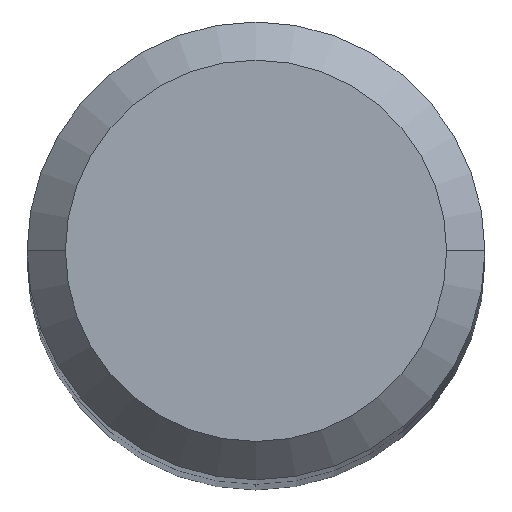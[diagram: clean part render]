
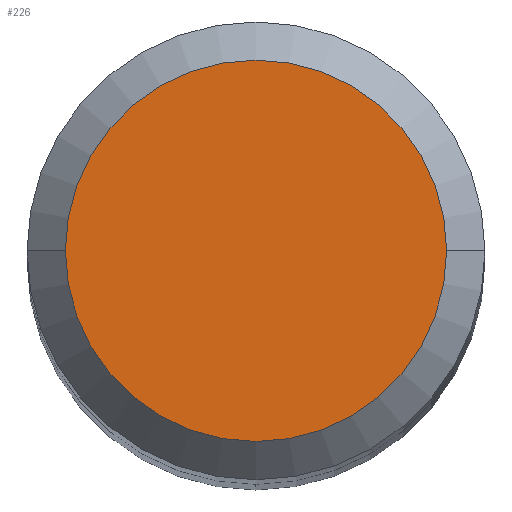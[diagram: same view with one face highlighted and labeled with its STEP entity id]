
A CAD part, top view. The second image highlights one B-rep face of the part: STEP entity #226.
In plain terms, the highlighted planar face has unit normal (0, 0, 1).
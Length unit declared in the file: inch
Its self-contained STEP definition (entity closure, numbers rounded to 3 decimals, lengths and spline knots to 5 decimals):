
#58 = EDGE_CURVE ( 'NONE', #374, #297, #65, .T. ) ;
#63 = DIRECTION ( 'NONE',  ( 0., 0., -1. ) ) ;
#65 = CIRCLE ( 'NONE', #180, 0.15575 ) ;
#92 = DIRECTION ( 'NONE',  ( -1., 0., 0. ) ) ;
#121 = ORIENTED_EDGE ( 'NONE', *, *, #221, .T. ) ;
#158 = CARTESIAN_POINT ( 'NONE',  ( 0.15575, 0., 0. ) ) ;
#180 = AXIS2_PLACEMENT_3D ( 'NONE', #241, #381, #263 ) ;
#216 = CARTESIAN_POINT ( 'NONE',  ( 0., 0., 0. ) ) ;
#221 = EDGE_CURVE ( 'NONE', #297, #374, #339, .T. ) ;
#224 = EDGE_LOOP ( 'NONE', ( #121, #314 ) ) ;
#226 = ADVANCED_FACE ( 'NONE', ( #328 ), #301, .F. ) ;
#241 = CARTESIAN_POINT ( 'NONE',  ( 0., 0., 0. ) ) ;
#248 = DIRECTION ( 'NONE',  ( 0., 0., 1. ) ) ;
#263 = DIRECTION ( 'NONE',  ( 1., 0., 0. ) ) ;
#295 = DIRECTION ( 'NONE',  ( 1., 0., 0. ) ) ;
#297 = VERTEX_POINT ( 'NONE', #305 ) ;
#299 = CARTESIAN_POINT ( 'NONE',  ( 0., 0., 0. ) ) ;
#301 = PLANE ( 'NONE',  #360 ) ;
#303 = AXIS2_PLACEMENT_3D ( 'NONE', #299, #248, #295 ) ;
#305 = CARTESIAN_POINT ( 'NONE',  ( -0.15575, 0., 0. ) ) ;
#314 = ORIENTED_EDGE ( 'NONE', *, *, #58, .T. ) ;
#328 = FACE_OUTER_BOUND ( 'NONE', #224, .T. ) ;
#339 = CIRCLE ( 'NONE', #303, 0.15575 ) ;
#360 = AXIS2_PLACEMENT_3D ( 'NONE', #216, #63, #92 ) ;
#374 = VERTEX_POINT ( 'NONE', #158 ) ;
#381 = DIRECTION ( 'NONE',  ( 0., 0., 1. ) ) ;
